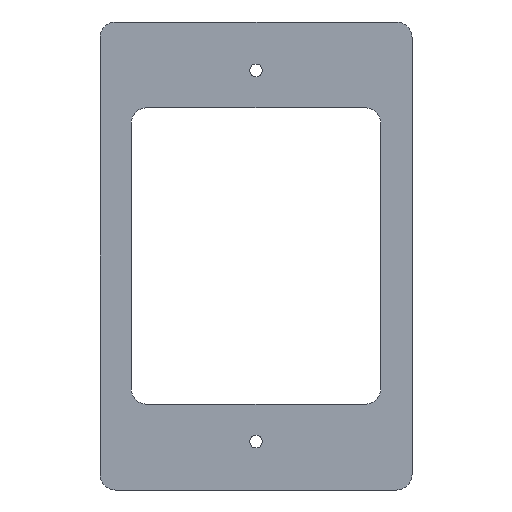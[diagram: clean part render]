
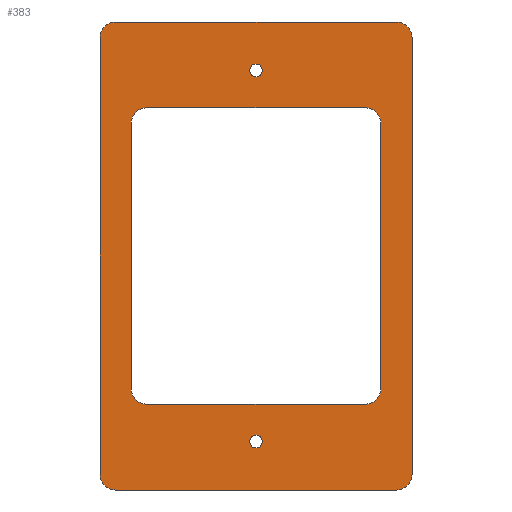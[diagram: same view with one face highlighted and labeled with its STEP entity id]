
A CAD part, front view. The second image highlights one B-rep face of the part: STEP entity #383.
In plain terms, the highlighted planar face has unit normal (0, -1, 0).
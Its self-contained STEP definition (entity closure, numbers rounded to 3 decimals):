
#15=FACE_BOUND('',#62,.T.);
#16=FACE_BOUND('',#63,.T.);
#17=FACE_BOUND('',#64,.T.);
#26=PLANE('',#433);
#41=FACE_OUTER_BOUND('',#61,.T.);
#61=EDGE_LOOP('',(#295,#296,#297,#298,#299,#300,#301,#302));
#62=EDGE_LOOP('',(#303,#304,#305,#306,#307,#308,#309,#310));
#63=EDGE_LOOP('',(#311));
#64=EDGE_LOOP('',(#312));
#81=LINE('',#584,#115);
#85=LINE('',#596,#119);
#89=LINE('',#608,#123);
#91=LINE('',#616,#125);
#95=LINE('',#629,#129);
#98=LINE('',#635,#132);
#99=LINE('',#639,#133);
#100=LINE('',#643,#134);
#115=VECTOR('',#467,10.);
#119=VECTOR('',#479,10.);
#123=VECTOR('',#491,10.);
#125=VECTOR('',#501,10.);
#129=VECTOR('',#513,10.);
#132=VECTOR('',#518,10.);
#133=VECTOR('',#521,10.);
#134=VECTOR('',#524,10.);
#146=CIRCLE('',#415,5.);
#148=CIRCLE('',#419,5.);
#150=CIRCLE('',#423,5.);
#152=CIRCLE('',#427,5.);
#154=CIRCLE('',#431,5.);
#155=CIRCLE('',#434,5.);
#156=CIRCLE('',#435,5.);
#157=CIRCLE('',#436,5.);
#158=CIRCLE('',#437,2.);
#159=CIRCLE('',#438,2.);
#167=VERTEX_POINT('',#574);
#168=VERTEX_POINT('',#576);
#170=VERTEX_POINT('',#582);
#172=VERTEX_POINT('',#588);
#174=VERTEX_POINT('',#594);
#176=VERTEX_POINT('',#600);
#178=VERTEX_POINT('',#606);
#180=VERTEX_POINT('',#612);
#183=VERTEX_POINT('',#622);
#184=VERTEX_POINT('',#624);
#185=VERTEX_POINT('',#628);
#187=VERTEX_POINT('',#634);
#188=VERTEX_POINT('',#636);
#189=VERTEX_POINT('',#638);
#190=VERTEX_POINT('',#640);
#191=VERTEX_POINT('',#642);
#192=VERTEX_POINT('',#645);
#193=VERTEX_POINT('',#647);
#203=EDGE_CURVE('',#167,#168,#146,.T.);
#207=EDGE_CURVE('',#167,#170,#81,.T.);
#210=EDGE_CURVE('',#172,#170,#148,.T.);
#213=EDGE_CURVE('',#172,#174,#85,.T.);
#216=EDGE_CURVE('',#176,#174,#150,.T.);
#219=EDGE_CURVE('',#176,#178,#89,.T.);
#222=EDGE_CURVE('',#180,#178,#152,.T.);
#223=EDGE_CURVE('',#180,#168,#91,.T.);
#227=EDGE_CURVE('',#183,#184,#154,.T.);
#229=EDGE_CURVE('',#184,#185,#95,.T.);
#232=EDGE_CURVE('',#187,#183,#98,.T.);
#233=EDGE_CURVE('',#188,#187,#155,.T.);
#234=EDGE_CURVE('',#189,#188,#99,.T.);
#235=EDGE_CURVE('',#190,#189,#156,.T.);
#236=EDGE_CURVE('',#191,#190,#100,.T.);
#237=EDGE_CURVE('',#185,#191,#157,.T.);
#238=EDGE_CURVE('',#192,#192,#158,.T.);
#239=EDGE_CURVE('',#193,#193,#159,.T.);
#295=ORIENTED_EDGE('',*,*,#227,.F.);
#296=ORIENTED_EDGE('',*,*,#232,.F.);
#297=ORIENTED_EDGE('',*,*,#233,.F.);
#298=ORIENTED_EDGE('',*,*,#234,.F.);
#299=ORIENTED_EDGE('',*,*,#235,.F.);
#300=ORIENTED_EDGE('',*,*,#236,.F.);
#301=ORIENTED_EDGE('',*,*,#237,.F.);
#302=ORIENTED_EDGE('',*,*,#229,.F.);
#303=ORIENTED_EDGE('',*,*,#219,.T.);
#304=ORIENTED_EDGE('',*,*,#222,.F.);
#305=ORIENTED_EDGE('',*,*,#223,.T.);
#306=ORIENTED_EDGE('',*,*,#203,.F.);
#307=ORIENTED_EDGE('',*,*,#207,.T.);
#308=ORIENTED_EDGE('',*,*,#210,.F.);
#309=ORIENTED_EDGE('',*,*,#213,.T.);
#310=ORIENTED_EDGE('',*,*,#216,.F.);
#311=ORIENTED_EDGE('',*,*,#238,.F.);
#312=ORIENTED_EDGE('',*,*,#239,.F.);
#383=ADVANCED_FACE('',(#41,#15,#16,#17),#26,.F.);
#415=AXIS2_PLACEMENT_3D('',#577,#460,#461);
#419=AXIS2_PLACEMENT_3D('',#590,#473,#474);
#423=AXIS2_PLACEMENT_3D('',#602,#485,#486);
#427=AXIS2_PLACEMENT_3D('',#614,#497,#498);
#431=AXIS2_PLACEMENT_3D('',#625,#508,#509);
#433=AXIS2_PLACEMENT_3D('',#633,#516,#517);
#434=AXIS2_PLACEMENT_3D('',#637,#519,#520);
#435=AXIS2_PLACEMENT_3D('',#641,#522,#523);
#436=AXIS2_PLACEMENT_3D('',#644,#525,#526);
#437=AXIS2_PLACEMENT_3D('',#646,#527,#528);
#438=AXIS2_PLACEMENT_3D('',#648,#529,#530);
#460=DIRECTION('center_axis',(0.,-1.,0.));
#461=DIRECTION('ref_axis',(-0.707,0.,0.707));
#467=DIRECTION('',(1.,0.,0.));
#473=DIRECTION('center_axis',(0.,-1.,0.));
#474=DIRECTION('ref_axis',(0.707,0.,0.707));
#479=DIRECTION('',(0.,0.,-1.));
#485=DIRECTION('center_axis',(0.,-1.,0.));
#486=DIRECTION('ref_axis',(0.707,0.,-0.707));
#491=DIRECTION('',(-1.,0.,0.));
#497=DIRECTION('center_axis',(0.,-1.,0.));
#498=DIRECTION('ref_axis',(-0.707,0.,-0.707));
#501=DIRECTION('',(0.,0.,1.));
#508=DIRECTION('center_axis',(0.,1.,0.));
#509=DIRECTION('ref_axis',(-0.707,0.,-0.707));
#513=DIRECTION('',(0.,0.,1.));
#516=DIRECTION('center_axis',(0.,1.,0.));
#517=DIRECTION('ref_axis',(0.,0.,1.));
#518=DIRECTION('',(-1.,0.,0.));
#519=DIRECTION('center_axis',(0.,1.,0.));
#520=DIRECTION('ref_axis',(0.707,0.,-0.707));
#521=DIRECTION('',(0.,0.,-1.));
#522=DIRECTION('center_axis',(0.,1.,0.));
#523=DIRECTION('ref_axis',(0.707,0.,0.707));
#524=DIRECTION('',(1.,0.,0.));
#525=DIRECTION('center_axis',(0.,1.,0.));
#526=DIRECTION('ref_axis',(-0.707,0.,0.707));
#527=DIRECTION('center_axis',(0.,-1.,0.));
#528=DIRECTION('ref_axis',(1.,0.,0.));
#529=DIRECTION('center_axis',(0.,-1.,0.));
#530=DIRECTION('ref_axis',(1.,0.,0.));
#574=CARTESIAN_POINT('',(-35.,0.,47.5));
#576=CARTESIAN_POINT('',(-40.,0.,42.5));
#577=CARTESIAN_POINT('Origin',(-35.,0.,42.5));
#582=CARTESIAN_POINT('',(35.,0.,47.5));
#584=CARTESIAN_POINT('',(20.,0.,47.5));
#588=CARTESIAN_POINT('',(40.,0.,42.5));
#590=CARTESIAN_POINT('Origin',(35.,0.,42.5));
#594=CARTESIAN_POINT('',(40.,0.,-42.5));
#596=CARTESIAN_POINT('',(40.,0.,-23.75));
#600=CARTESIAN_POINT('',(35.,0.,-47.5));
#602=CARTESIAN_POINT('Origin',(35.,0.,-42.5));
#606=CARTESIAN_POINT('',(-35.,0.,-47.5));
#608=CARTESIAN_POINT('',(-20.,0.,-47.5));
#612=CARTESIAN_POINT('',(-40.,0.,-42.5));
#614=CARTESIAN_POINT('Origin',(-35.,0.,-42.5));
#616=CARTESIAN_POINT('',(-40.,0.,23.75));
#622=CARTESIAN_POINT('',(-45.,0.,-75.));
#624=CARTESIAN_POINT('',(-50.,0.,-70.));
#625=CARTESIAN_POINT('Origin',(-45.,0.,-70.));
#628=CARTESIAN_POINT('',(-50.,0.,70.));
#629=CARTESIAN_POINT('',(-50.,0.,-75.));
#633=CARTESIAN_POINT('Origin',(0.,0.,0.));
#634=CARTESIAN_POINT('',(45.,0.,-75.));
#635=CARTESIAN_POINT('',(50.,0.,-75.));
#636=CARTESIAN_POINT('',(50.,0.,-70.));
#637=CARTESIAN_POINT('Origin',(45.,0.,-70.));
#638=CARTESIAN_POINT('',(50.,0.,70.));
#639=CARTESIAN_POINT('',(50.,0.,75.));
#640=CARTESIAN_POINT('',(45.,0.,75.));
#641=CARTESIAN_POINT('Origin',(45.,0.,70.));
#642=CARTESIAN_POINT('',(-45.,0.,75.));
#643=CARTESIAN_POINT('',(-50.,0.,75.));
#644=CARTESIAN_POINT('Origin',(-45.,0.,70.));
#645=CARTESIAN_POINT('',(-2.,0.,59.5));
#646=CARTESIAN_POINT('Origin',(0.,0.,59.5));
#647=CARTESIAN_POINT('',(-2.,0.,-59.5));
#648=CARTESIAN_POINT('Origin',(0.,0.,-59.5));
